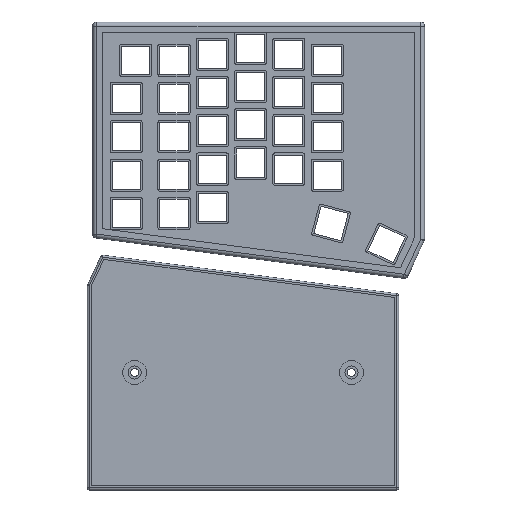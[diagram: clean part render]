
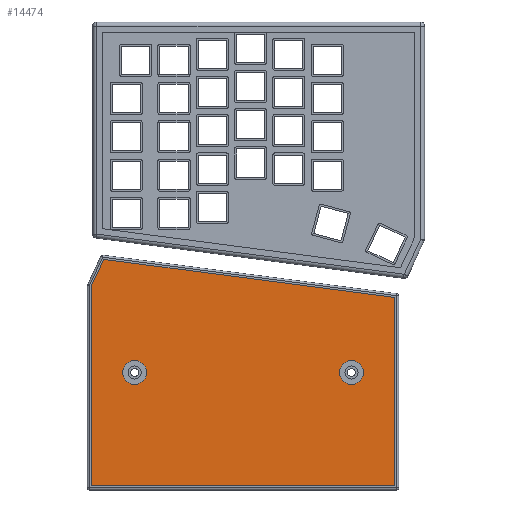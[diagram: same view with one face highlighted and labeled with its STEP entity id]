
A CAD part, top view. The second image highlights one B-rep face of the part: STEP entity #14474.
In plain terms, the highlighted planar face has unit normal (0, 0, 1).
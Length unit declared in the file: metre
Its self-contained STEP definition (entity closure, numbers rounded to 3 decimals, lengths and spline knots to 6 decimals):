
#30=LINE('',#21786,#1592);
#34=LINE('',#21795,#1596);
#37=LINE('',#21801,#1599);
#40=LINE('',#21807,#1602);
#43=LINE('',#21818,#1605);
#1592=VECTOR('',#17346,1.);
#1596=VECTOR('',#17352,1.);
#1599=VECTOR('',#17357,1.);
#1602=VECTOR('',#17362,1.);
#1605=VECTOR('',#17373,1.);
#3260=PLANE('',#15855);
#3849=ORIENTED_EDGE('',*,*,#8066,.F.);
#3850=ORIENTED_EDGE('',*,*,#8070,.T.);
#3851=ORIENTED_EDGE('',*,*,#8073,.F.);
#3852=ORIENTED_EDGE('',*,*,#8076,.F.);
#3853=ORIENTED_EDGE('',*,*,#8081,.F.);
#3854=ORIENTED_EDGE('',*,*,#8080,.F.);
#3855=ORIENTED_EDGE('',*,*,#8084,.F.);
#8066=EDGE_CURVE('',#10200,#10201,#30,.T.);
#8070=EDGE_CURVE('',#10200,#10204,#34,.T.);
#8073=EDGE_CURVE('',#10206,#10204,#37,.T.);
#8076=EDGE_CURVE('',#10208,#10206,#40,.T.);
#8080=EDGE_CURVE('',#10211,#10211,#11617,.T.);
#8081=EDGE_CURVE('',#10201,#10208,#43,.T.);
#8084=EDGE_CURVE('',#10213,#10213,#11619,.T.);
#10200=VERTEX_POINT('',#21787);
#10201=VERTEX_POINT('',#21788);
#10204=VERTEX_POINT('',#21796);
#10206=VERTEX_POINT('',#21802);
#10208=VERTEX_POINT('',#21808);
#10211=VERTEX_POINT('',#21816);
#10213=VERTEX_POINT('',#21824);
#11617=CIRCLE('',#15849,0.00325);
#11619=CIRCLE('',#15853,0.00325);
#12220=EDGE_LOOP('',(#3849,#3850,#3851,#3852,#3853));
#12221=EDGE_LOOP('',(#3854));
#12222=EDGE_LOOP('',(#3855));
#13218=FACE_BOUND('',#12220,.T.);
#13219=FACE_BOUND('',#12221,.T.);
#13220=FACE_BOUND('',#12222,.T.);
#14474=ADVANCED_FACE('',(#13218,#13219,#13220),#3260,.T.);
#15849=AXIS2_PLACEMENT_3D('',#21815,#17369,#17370);
#15853=AXIS2_PLACEMENT_3D('',#21823,#17379,#17380);
#15855=AXIS2_PLACEMENT_3D('',#21826,#17383,#17384);
#17346=DIRECTION('',(0.,1.,0.));
#17352=DIRECTION('',(1.,0.,0.));
#17357=DIRECTION('',(0.,-1.,0.));
#17362=DIRECTION('',(0.992,-0.13,0.));
#17369=DIRECTION('',(0.,0.,1.));
#17370=DIRECTION('',(1.,0.,0.));
#17373=DIRECTION('',(0.423,0.906,0.));
#17379=DIRECTION('',(0.,0.,1.));
#17380=DIRECTION('',(1.,0.,0.));
#17383=DIRECTION('',(0.,0.,1.));
#17384=DIRECTION('',(1.,0.,0.));
#21786=CARTESIAN_POINT('',(-0.083037,-0.117142,-0.001));
#21787=CARTESIAN_POINT('',(-0.083037,-0.16692,-0.001));
#21788=CARTESIAN_POINT('',(-0.083037,-0.067364,-0.001));
#21795=CARTESIAN_POINT('',(-0.007662,-0.16692,-0.001));
#21796=CARTESIAN_POINT('',(0.067713,-0.16692,-0.001));
#21801=CARTESIAN_POINT('',(0.067713,-0.120035,-0.001));
#21802=CARTESIAN_POINT('',(0.067713,-0.07315,-0.001));
#21807=CARTESIAN_POINT('',(-0.004597,-0.063684,-0.001));
#21808=CARTESIAN_POINT('',(-0.076907,-0.054218,-0.001));
#21815=CARTESIAN_POINT('',(-0.061581,-0.110483,-0.001));
#21816=CARTESIAN_POINT('',(-0.058331,-0.110483,-0.001));
#21818=CARTESIAN_POINT('',(-0.079972,-0.060791,-0.001));
#21823=CARTESIAN_POINT('',(0.046257,-0.110483,-0.001));
#21824=CARTESIAN_POINT('',(0.049507,-0.110483,-0.001));
#21826=CARTESIAN_POINT('',(-0.007662,-0.110483,-0.001));
